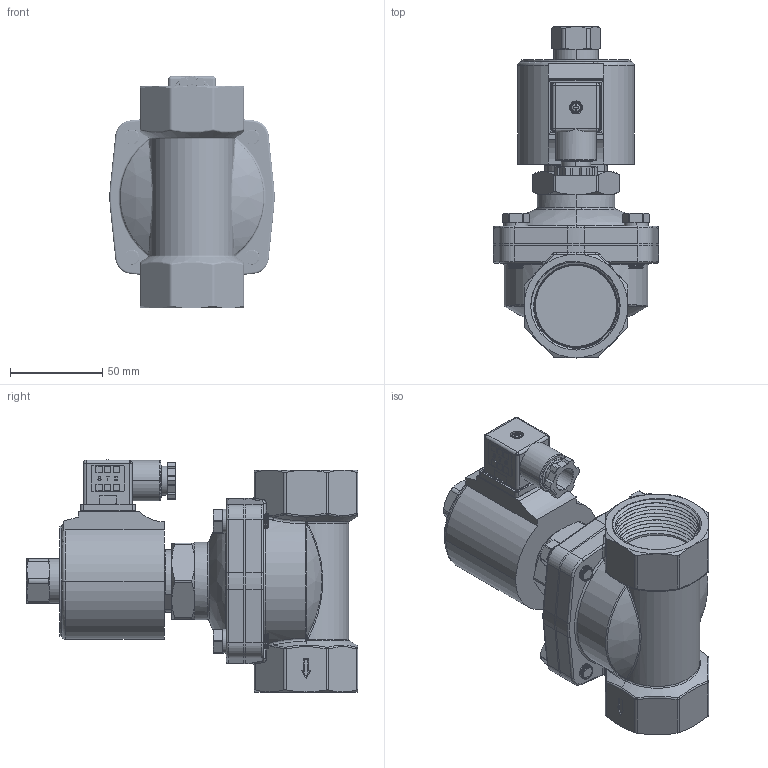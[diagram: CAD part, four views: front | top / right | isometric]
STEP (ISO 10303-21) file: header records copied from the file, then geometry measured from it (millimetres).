
FILE_DESCRIPTION (( 'STEP AP214' ), '1' );
FILE_NAME ('2WO400-1-1-2.STEP', '2018-11-08T19:50:04', ( '' ), ( '' ), 'SwSTEP 2.0', 'SolidWorks 2016', '' );
FILE_SCHEMA (( 'AUTOMOTIVE_DESIGN' ));
Length unit declared in the file: millimetre
Products named in the file (1): 2WO400-1-1-2
Bounding box: 89.45 x 179.5 x 125.53 mm (x, y, z)
Volume: 640818.3 mm3; surface area: 150899.4 mm2
Topology: 24 solids, 24 shells, 1748 faces, 4774 edges, 3115 vertices
Faces by surface type: cylinder 714, plane 663, cone 149, bspline 142, torus 46, sphere 34
Entity records: 135433 total; most frequent: CARTESIAN_POINT 75391, ORIENTED_EDGE 9524, DIRECTION 7037, EDGE_CURVE 4762, VERTEX_POINT 3115, AXIS2_PLACEMENT_3D 2362, LINE 2313, VECTOR 2313
